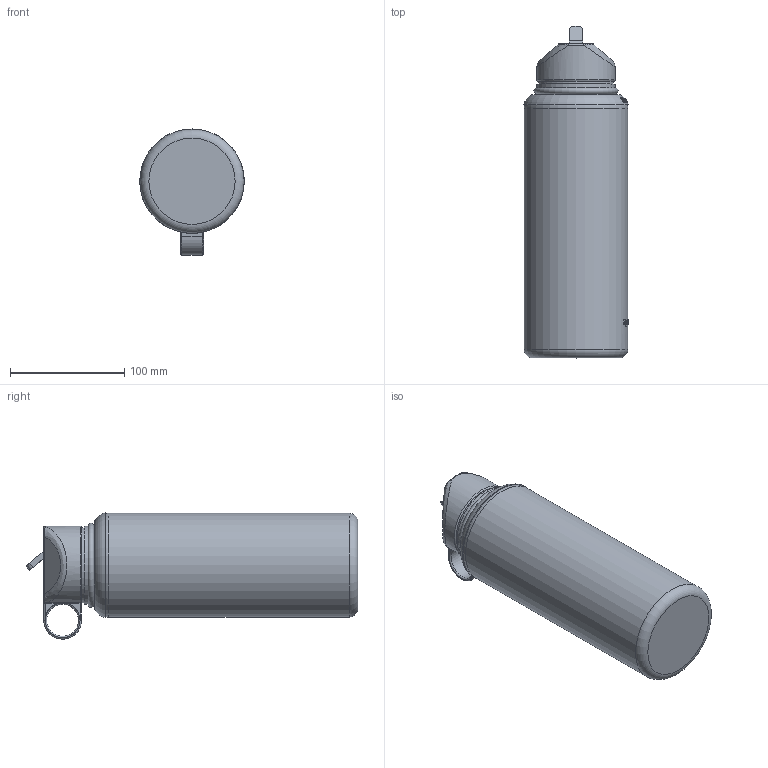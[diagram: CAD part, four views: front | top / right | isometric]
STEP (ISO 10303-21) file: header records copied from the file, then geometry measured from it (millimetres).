
FILE_DESCRIPTION(/* description */ (''),/* implementation_level */ '2;1');
FILE_NAME(/* name */ 'Bottle.stp',/* time_stamp */ '2020-05-13T16:54:41+03:00',/* author */ ('VURKUN'),/* organization */ (''),/* preprocessor_version */ 'ST-DEVELOPER v18.1',/* originating_system */ 'Autodesk Inventor 2020',/* authorisation */ '');
FILE_SCHEMA (('AUTOMOTIVE_DESIGN { 1 0 10303 214 3 1 1 }'));
Length unit declared in the file: inch
Products named in the file (1): Bottle
Bounding box: 91.72 x 291.05 x 110.63 mm (x, y, z)
Volume: 1649593.6 mm3; surface area: 90732.2 mm2
Topology: 1 solids, 1 shells, 432 faces, 1135 edges, 734 vertices
Faces by surface type: plane 189, bspline 134, cylinder 72, torus 35, sphere 2
Full cylindrical faces by diameter (mm): 27.94 x1, 65.741 x1, 68.58 x2, 90.932 x1
Entity records: 16848 total; most frequent: CARTESIAN_POINT 6814, ORIENTED_EDGE 2266, DIRECTION 1683, EDGE_CURVE 1133, VERTEX_POINT 734, AXIS2_PLACEMENT_3D 612, EDGE_LOOP 465, LINE 459
